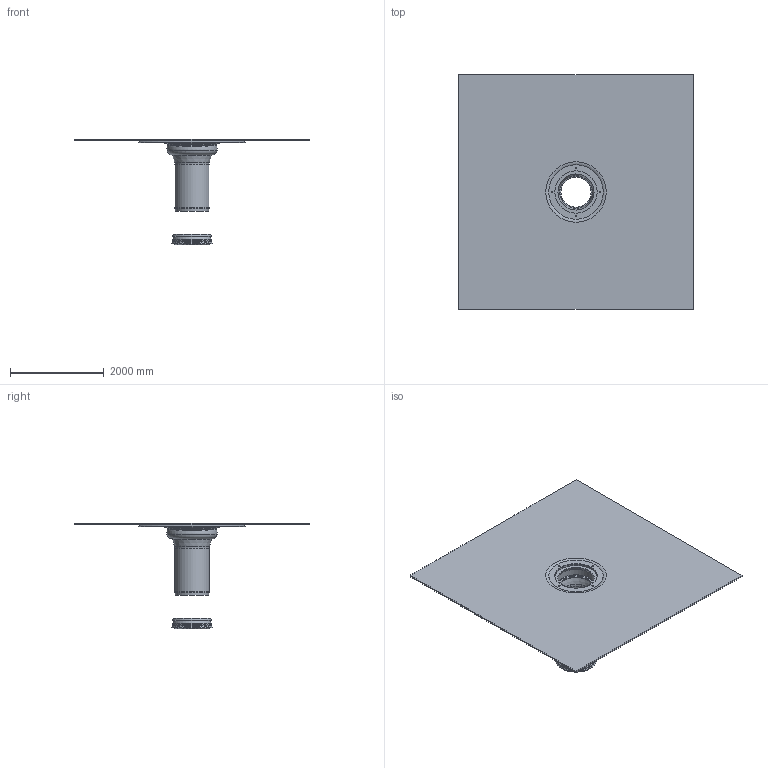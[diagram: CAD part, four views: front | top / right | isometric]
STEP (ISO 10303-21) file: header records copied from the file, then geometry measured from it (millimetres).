
FILE_DESCRIPTION(/* description */ (''),/* implementation_level */ '2;1');
FILE_NAME(/* name */ '15204.000X_3D.stp',/* time_stamp */ '2024-12-11T14:55:10+01:00',/* author */ ('CAD'),/* organization */ (''),/* preprocessor_version */ 'ST-DEVELOPER v20',/* originating_system */ 'AutoCAD Mechanical',/* authorisation */ '');
FILE_SCHEMA (('AUTOMOTIVE_DESIGN { 1 0 10303 214 3 1 1 }'));
Length unit declared in the file: centimetre
Products named in the file (2): Product; *S0
Assembly tree (1 placements, depth 2):
  Product
    *S0
Bounding box: 5000 x 5000 x 2245 mm (x, y, z)
Volume: 938904378.2 mm3; surface area: 69864319.1 mm2
Topology: 6 solids, 6 shells, 137 faces, 348 edges, 222 vertices
Faces by surface type: cone 47, torus 47, cylinder 24, plane 18, bspline 1
Full cylindrical faces by diameter (mm): 20 x8, 640 x1, 698 x1, 730 x1, 740 x1, 770 x2, 810 x3, 838 x1, 885 x1, 901 x1, 905 x1, 953.818 x1, 965 x2
Entity records: 4948 total; most frequent: CARTESIAN_POINT 1390, DIRECTION 810, ORIENTED_EDGE 694, AXIS2_PLACEMENT_3D 363, EDGE_CURVE 347, CIRCLE 223, VERTEX_POINT 220, EDGE_LOOP 163
